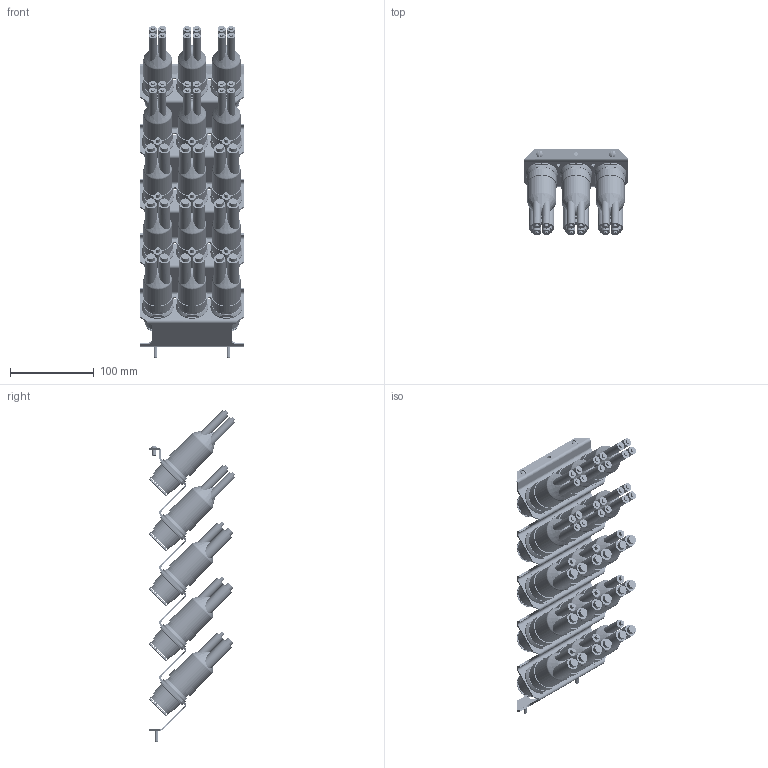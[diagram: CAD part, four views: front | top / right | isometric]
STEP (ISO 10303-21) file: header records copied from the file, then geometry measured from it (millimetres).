
FILE_DESCRIPTION((''),'2;1');
FILE_NAME('PP1B_CONNECTION_PANEL_INNER_ASM','2008-10-17T',('ecanderssen'),(''),'PRO/ENGINEER BY PARAMETRIC TECHNOLOGY CORPORATION, 2008250','PRO/ENGINEER BY PARAMETRIC TECHNOLOGY CORPORATION, 2008250','');
FILE_SCHEMA(('CONFIG_CONTROL_DESIGN'));
Length unit declared in the file: millimetre
Products named in the file (8): PP1B_IP_CORRUGATED_PANEL; PEW_5F_SOLID_SW0001; GEC_5F_SOLID_SW0001; DZUS_AJ3-30-SSPS; PEM_TPS_4MM_PILOT_PIN; LEMO_SIGNAL_T2_PLUG; LEMO_LV_T2_PLUG; PP1B_CONNECTION_PANEL_INNER_ASM
Assembly tree (50 placements, depth 2):
  PP1B_CONNECTION_PANEL_INNER_ASM
    PP1B_IP_CORRUGATED_PANEL
    PEW_5F_SOLID_SW0001  x15
    GEC_5F_SOLID_SW0001  x15
    DZUS_AJ3-30-SSPS  x2
    PEM_TPS_4MM_PILOT_PIN  x2
    LEMO_SIGNAL_T2_PLUG  x6
    LEMO_LV_T2_PLUG  x9
Bounding box: 123 x 103.48 x 396.16 mm (x, y, z)
Volume: 1308052.4 mm3; surface area: 403945.6 mm2
Topology: 50 solids, 125 shells, 10507 faces, 27707 edges, 17074 vertices
Faces by surface type: cone 5862, plane 3961, cylinder 600, torus 50, sphere 34
Entity records: 32714 total; most frequent: CARTESIAN_POINT 9740, DIRECTION 4661, ORIENTED_EDGE 4392, EDGE_CURVE 2603, AXIS2_PLACEMENT_3D 1959, VERTEX_POINT 1635, EDGE_LOOP 1047, FACE_OUTER_BOUND 970
